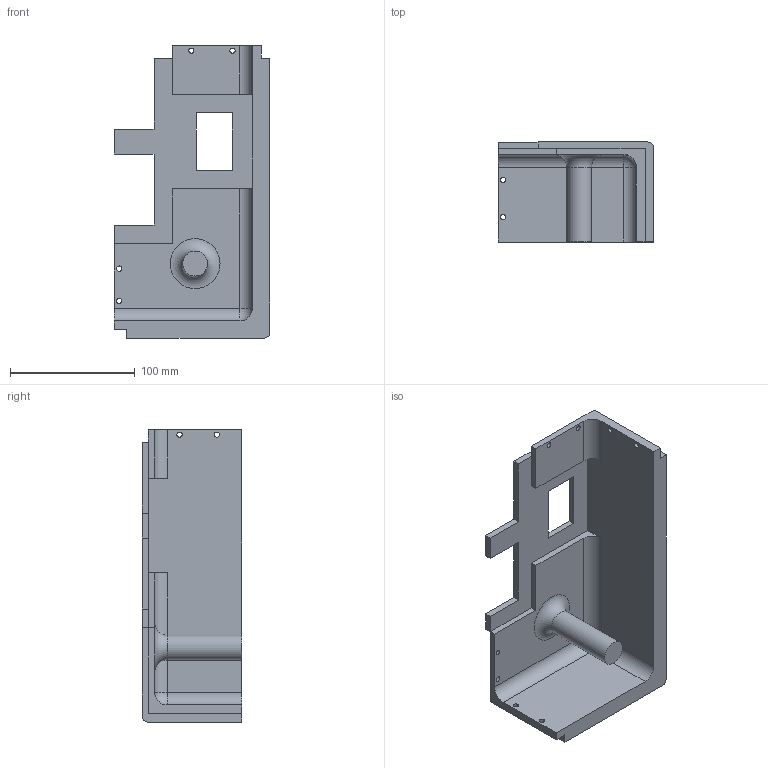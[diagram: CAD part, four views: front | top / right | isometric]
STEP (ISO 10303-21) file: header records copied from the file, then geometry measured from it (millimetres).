
FILE_DESCRIPTION(/* description */ (''),/* implementation_level */ '2;1');
FILE_NAME(/* name */ 'top_D.stp',/* time_stamp */ '2024-06-10T00:02:04+08:00',/* author */ ('Nitrene.P.L'),/* organization */ (''),/* preprocessor_version */ 'ST-DEVELOPER v19',/* originating_system */ 'Autodesk Inventor 2023',/* authorisation */ '');
FILE_SCHEMA (('AUTOMOTIVE_DESIGN { 1 0 10303 214 3 1 1 }'));
Length unit declared in the file: millimetre
Products named in the file (1): top_4
Bounding box: 125 x 80 x 235 mm (x, y, z)
Volume: 553256.9 mm3; surface area: 109133.7 mm2
Topology: 1 solids, 1 shells, 54 faces, 144 edges, 92 vertices
Faces by surface type: plane 35, cylinder 16, sphere 2, torus 1
Full cylindrical faces by diameter (mm): 4.2 x8, 20 x1
Entity records: 1748 total; most frequent: CARTESIAN_POINT 291, DIRECTION 289, ORIENTED_EDGE 288, EDGE_CURVE 144, LINE 109, VECTOR 109, VERTEX_POINT 92, AXIS2_PLACEMENT_3D 90
